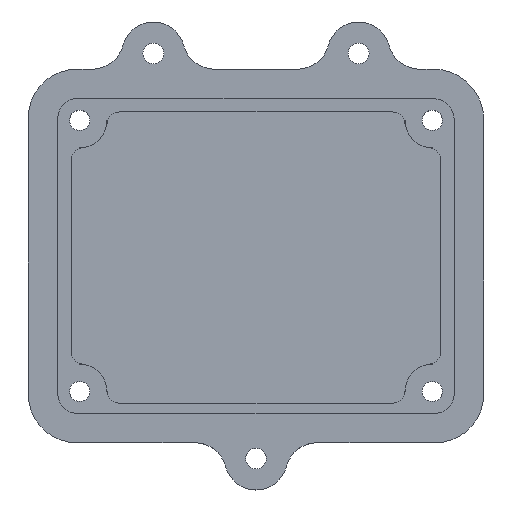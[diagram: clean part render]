
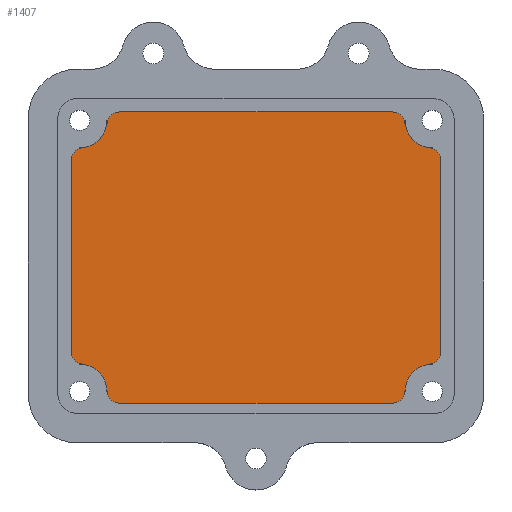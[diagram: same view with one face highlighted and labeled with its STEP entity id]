
A CAD part, top view. The second image highlights one B-rep face of the part: STEP entity #1407.
In plain terms, the highlighted planar face has unit normal (0, 0, 1).
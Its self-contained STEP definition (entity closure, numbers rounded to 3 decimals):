
#47=PLANE('',#1546);
#98=FACE_OUTER_BOUND('',#181,.T.);
#181=EDGE_LOOP('',(#1068,#1069,#1070,#1071,#1072,#1073,#1074,#1075,#1076,
#1077,#1078,#1079,#1080,#1081,#1082,#1083,#1084,#1085,#1086,#1087,#1088,
#1089,#1090,#1091));
#297=LINE('',#2304,#418);
#298=LINE('',#2308,#419);
#299=LINE('',#2312,#420);
#300=LINE('',#2316,#421);
#301=LINE('',#2320,#422);
#302=LINE('',#2324,#423);
#303=LINE('',#2328,#424);
#304=LINE('',#2332,#425);
#305=LINE('',#2336,#426);
#306=LINE('',#2340,#427);
#307=LINE('',#2344,#428);
#308=LINE('',#2347,#429);
#418=VECTOR('',#1854,10.);
#419=VECTOR('',#1857,10.);
#420=VECTOR('',#1860,10.);
#421=VECTOR('',#1863,10.);
#422=VECTOR('',#1866,10.);
#423=VECTOR('',#1869,10.);
#424=VECTOR('',#1872,10.);
#425=VECTOR('',#1875,10.);
#426=VECTOR('',#1878,10.);
#427=VECTOR('',#1881,10.);
#428=VECTOR('',#1884,10.);
#429=VECTOR('',#1887,10.);
#528=CIRCLE('',#1547,4.35);
#529=CIRCLE('',#1548,2.);
#530=CIRCLE('',#1549,2.);
#531=CIRCLE('',#1550,4.35);
#532=CIRCLE('',#1551,2.);
#533=CIRCLE('',#1552,2.);
#534=CIRCLE('',#1553,4.35);
#535=CIRCLE('',#1554,2.);
#536=CIRCLE('',#1555,2.);
#537=CIRCLE('',#1556,4.35);
#538=CIRCLE('',#1557,2.);
#539=CIRCLE('',#1558,2.);
#641=VERTEX_POINT('',#2300);
#642=VERTEX_POINT('',#2301);
#643=VERTEX_POINT('',#2303);
#644=VERTEX_POINT('',#2305);
#645=VERTEX_POINT('',#2307);
#646=VERTEX_POINT('',#2309);
#647=VERTEX_POINT('',#2311);
#648=VERTEX_POINT('',#2313);
#649=VERTEX_POINT('',#2315);
#650=VERTEX_POINT('',#2317);
#651=VERTEX_POINT('',#2319);
#652=VERTEX_POINT('',#2321);
#653=VERTEX_POINT('',#2323);
#654=VERTEX_POINT('',#2325);
#655=VERTEX_POINT('',#2327);
#656=VERTEX_POINT('',#2329);
#657=VERTEX_POINT('',#2331);
#658=VERTEX_POINT('',#2333);
#659=VERTEX_POINT('',#2335);
#660=VERTEX_POINT('',#2337);
#661=VERTEX_POINT('',#2339);
#662=VERTEX_POINT('',#2341);
#663=VERTEX_POINT('',#2343);
#664=VERTEX_POINT('',#2345);
#807=EDGE_CURVE('',#641,#642,#528,.T.);
#808=EDGE_CURVE('',#642,#643,#297,.T.);
#809=EDGE_CURVE('',#643,#644,#529,.T.);
#810=EDGE_CURVE('',#644,#645,#298,.T.);
#811=EDGE_CURVE('',#645,#646,#530,.T.);
#812=EDGE_CURVE('',#646,#647,#299,.T.);
#813=EDGE_CURVE('',#647,#648,#531,.T.);
#814=EDGE_CURVE('',#648,#649,#300,.T.);
#815=EDGE_CURVE('',#649,#650,#532,.T.);
#816=EDGE_CURVE('',#650,#651,#301,.T.);
#817=EDGE_CURVE('',#651,#652,#533,.T.);
#818=EDGE_CURVE('',#652,#653,#302,.T.);
#819=EDGE_CURVE('',#653,#654,#534,.T.);
#820=EDGE_CURVE('',#654,#655,#303,.T.);
#821=EDGE_CURVE('',#655,#656,#535,.T.);
#822=EDGE_CURVE('',#656,#657,#304,.T.);
#823=EDGE_CURVE('',#657,#658,#536,.T.);
#824=EDGE_CURVE('',#658,#659,#305,.T.);
#825=EDGE_CURVE('',#659,#660,#537,.T.);
#826=EDGE_CURVE('',#660,#661,#306,.T.);
#827=EDGE_CURVE('',#661,#662,#538,.T.);
#828=EDGE_CURVE('',#662,#663,#307,.T.);
#829=EDGE_CURVE('',#663,#664,#539,.T.);
#830=EDGE_CURVE('',#664,#641,#308,.T.);
#1068=ORIENTED_EDGE('',*,*,#807,.T.);
#1069=ORIENTED_EDGE('',*,*,#808,.T.);
#1070=ORIENTED_EDGE('',*,*,#809,.T.);
#1071=ORIENTED_EDGE('',*,*,#810,.T.);
#1072=ORIENTED_EDGE('',*,*,#811,.T.);
#1073=ORIENTED_EDGE('',*,*,#812,.T.);
#1074=ORIENTED_EDGE('',*,*,#813,.T.);
#1075=ORIENTED_EDGE('',*,*,#814,.T.);
#1076=ORIENTED_EDGE('',*,*,#815,.T.);
#1077=ORIENTED_EDGE('',*,*,#816,.T.);
#1078=ORIENTED_EDGE('',*,*,#817,.T.);
#1079=ORIENTED_EDGE('',*,*,#818,.T.);
#1080=ORIENTED_EDGE('',*,*,#819,.T.);
#1081=ORIENTED_EDGE('',*,*,#820,.T.);
#1082=ORIENTED_EDGE('',*,*,#821,.T.);
#1083=ORIENTED_EDGE('',*,*,#822,.T.);
#1084=ORIENTED_EDGE('',*,*,#823,.T.);
#1085=ORIENTED_EDGE('',*,*,#824,.T.);
#1086=ORIENTED_EDGE('',*,*,#825,.T.);
#1087=ORIENTED_EDGE('',*,*,#826,.T.);
#1088=ORIENTED_EDGE('',*,*,#827,.T.);
#1089=ORIENTED_EDGE('',*,*,#828,.T.);
#1090=ORIENTED_EDGE('',*,*,#829,.T.);
#1091=ORIENTED_EDGE('',*,*,#830,.T.);
#1407=ADVANCED_FACE('',(#98),#47,.F.);
#1546=AXIS2_PLACEMENT_3D('',#2299,#1850,#1851);
#1547=AXIS2_PLACEMENT_3D('',#2302,#1852,#1853);
#1548=AXIS2_PLACEMENT_3D('',#2306,#1855,#1856);
#1549=AXIS2_PLACEMENT_3D('',#2310,#1858,#1859);
#1550=AXIS2_PLACEMENT_3D('',#2314,#1861,#1862);
#1551=AXIS2_PLACEMENT_3D('',#2318,#1864,#1865);
#1552=AXIS2_PLACEMENT_3D('',#2322,#1867,#1868);
#1553=AXIS2_PLACEMENT_3D('',#2326,#1870,#1871);
#1554=AXIS2_PLACEMENT_3D('',#2330,#1873,#1874);
#1555=AXIS2_PLACEMENT_3D('',#2334,#1876,#1877);
#1556=AXIS2_PLACEMENT_3D('',#2338,#1879,#1880);
#1557=AXIS2_PLACEMENT_3D('',#2342,#1882,#1883);
#1558=AXIS2_PLACEMENT_3D('',#2346,#1885,#1886);
#1850=DIRECTION('center_axis',(0.,0.,-1.));
#1851=DIRECTION('ref_axis',(-1.,0.,0.));
#1852=DIRECTION('center_axis',(0.,0.,-1.));
#1853=DIRECTION('ref_axis',(0.,-1.,0.));
#1854=DIRECTION('',(1.,0.,0.));
#1855=DIRECTION('center_axis',(0.,0.,1.));
#1856=DIRECTION('ref_axis',(0.,1.,0.));
#1857=DIRECTION('',(0.,-1.,0.));
#1858=DIRECTION('center_axis',(0.,0.,1.));
#1859=DIRECTION('ref_axis',(-1.,0.,0.));
#1860=DIRECTION('',(-1.,0.,0.));
#1861=DIRECTION('center_axis',(0.,0.,-1.));
#1862=DIRECTION('ref_axis',(1.,0.,0.));
#1863=DIRECTION('',(0.,1.,0.));
#1864=DIRECTION('center_axis',(0.,0.,1.));
#1865=DIRECTION('ref_axis',(-1.,0.,0.));
#1866=DIRECTION('',(1.,0.,0.));
#1867=DIRECTION('center_axis',(0.,0.,1.));
#1868=DIRECTION('ref_axis',(0.,-1.,0.));
#1869=DIRECTION('',(0.,-1.,0.));
#1870=DIRECTION('center_axis',(0.,0.,-1.));
#1871=DIRECTION('ref_axis',(0.,1.,0.));
#1872=DIRECTION('',(-1.,0.,0.));
#1873=DIRECTION('center_axis',(0.,0.,1.));
#1874=DIRECTION('ref_axis',(0.,-1.,0.));
#1875=DIRECTION('',(0.,1.,0.));
#1876=DIRECTION('center_axis',(0.,0.,1.));
#1877=DIRECTION('ref_axis',(1.,0.,0.));
#1878=DIRECTION('',(1.,0.,0.));
#1879=DIRECTION('center_axis',(0.,0.,-1.));
#1880=DIRECTION('ref_axis',(-1.,0.,0.));
#1881=DIRECTION('',(0.,-1.,0.));
#1882=DIRECTION('center_axis',(0.,0.,1.));
#1883=DIRECTION('ref_axis',(1.,0.,0.));
#1884=DIRECTION('',(-1.,0.,0.));
#1885=DIRECTION('center_axis',(0.,0.,1.));
#1886=DIRECTION('ref_axis',(0.,1.,0.));
#1887=DIRECTION('',(0.,1.,0.));
#2299=CARTESIAN_POINT('Origin',(0.,0.,
-3.));
#2300=CARTESIAN_POINT('',(-23.7,21.55,-3.));
#2301=CARTESIAN_POINT('',(-28.05,17.2,-3.));
#2302=CARTESIAN_POINT('Origin',(-28.05,21.55,-3.));
#2303=CARTESIAN_POINT('',(-27.4,17.2,-3.));
#2304=CARTESIAN_POINT('',(-28.05,17.2,-3.));
#2305=CARTESIAN_POINT('',(-29.4,15.2,-3.));
#2306=CARTESIAN_POINT('Origin',(-27.4,15.2,-3.));
#2307=CARTESIAN_POINT('',(-29.4,-15.2,-3.));
#2308=CARTESIAN_POINT('',(-29.4,-15.2,-3.));
#2309=CARTESIAN_POINT('',(-27.4,-17.2,-3.));
#2310=CARTESIAN_POINT('Origin',(-27.4,-15.2,-3.));
#2311=CARTESIAN_POINT('',(-28.05,-17.2,-3.));
#2312=CARTESIAN_POINT('',(-28.05,-17.2,-3.));
#2313=CARTESIAN_POINT('',(-23.7,-21.55,-3.));
#2314=CARTESIAN_POINT('Origin',(-28.05,-21.55,-3.));
#2315=CARTESIAN_POINT('',(-23.7,-21.4,-3.));
#2316=CARTESIAN_POINT('',(-23.7,-21.55,-3.));
#2317=CARTESIAN_POINT('',(-21.7,-23.4,-3.));
#2318=CARTESIAN_POINT('Origin',(-21.7,-21.4,-3.));
#2319=CARTESIAN_POINT('',(21.7,-23.4,-3.));
#2320=CARTESIAN_POINT('',(-21.7,-23.4,-3.));
#2321=CARTESIAN_POINT('',(23.7,-21.4,-3.));
#2322=CARTESIAN_POINT('Origin',(21.7,-21.4,-3.));
#2323=CARTESIAN_POINT('',(23.7,-21.55,-3.));
#2324=CARTESIAN_POINT('',(23.7,-21.55,-3.));
#2325=CARTESIAN_POINT('',(28.05,-17.2,-3.));
#2326=CARTESIAN_POINT('Origin',(28.05,-21.55,-3.));
#2327=CARTESIAN_POINT('',(27.4,-17.2,-3.));
#2328=CARTESIAN_POINT('',(28.05,-17.2,-3.));
#2329=CARTESIAN_POINT('',(29.4,-15.2,-3.));
#2330=CARTESIAN_POINT('Origin',(27.4,-15.2,-3.));
#2331=CARTESIAN_POINT('',(29.4,15.2,-3.));
#2332=CARTESIAN_POINT('',(29.4,15.2,-3.));
#2333=CARTESIAN_POINT('',(27.4,17.2,-3.));
#2334=CARTESIAN_POINT('Origin',(27.4,15.2,-3.));
#2335=CARTESIAN_POINT('',(28.05,17.2,-3.));
#2336=CARTESIAN_POINT('',(28.05,17.2,-3.));
#2337=CARTESIAN_POINT('',(23.7,21.55,-3.));
#2338=CARTESIAN_POINT('Origin',(28.05,21.55,-3.));
#2339=CARTESIAN_POINT('',(23.7,20.9,-3.));
#2340=CARTESIAN_POINT('',(23.7,21.55,-3.));
#2341=CARTESIAN_POINT('',(21.7,22.9,-3.));
#2342=CARTESIAN_POINT('Origin',(21.7,20.9,-3.));
#2343=CARTESIAN_POINT('',(-21.7,22.9,-3.));
#2344=CARTESIAN_POINT('',(21.7,22.9,-3.));
#2345=CARTESIAN_POINT('',(-23.7,20.9,-3.));
#2346=CARTESIAN_POINT('Origin',(-21.7,20.9,-3.));
#2347=CARTESIAN_POINT('',(-23.7,21.55,-3.));
